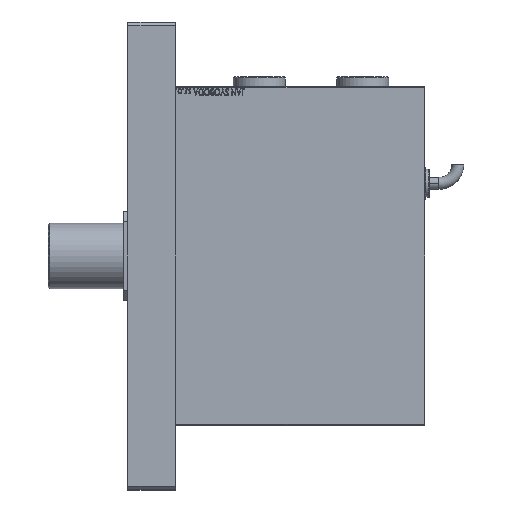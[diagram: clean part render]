
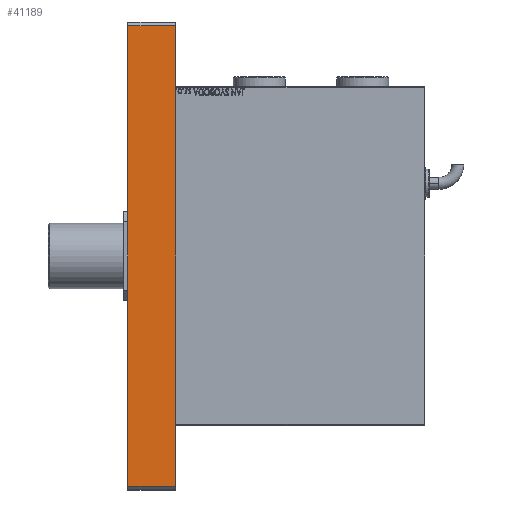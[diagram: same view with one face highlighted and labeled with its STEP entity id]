
A CAD part, front view. The second image highlights one B-rep face of the part: STEP entity #41189.
In plain terms, the highlighted planar face has unit normal (0, -1, 0).
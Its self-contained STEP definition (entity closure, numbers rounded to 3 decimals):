
#808 = DIRECTION ( 'NONE',  ( 0., 0., -1. ) ) ;
#956 = DIRECTION ( 'NONE',  ( 1., 0., 0. ) ) ;
#1907 = CARTESIAN_POINT ( 'NONE',  ( -117.5, -70., 0. ) ) ;
#6248 = CARTESIAN_POINT ( 'NONE',  ( -115.5, -70., 24. ) ) ;
#6397 = ORIENTED_EDGE ( 'NONE', *, *, #24710, .T. ) ;
#7505 = VERTEX_POINT ( 'NONE', #20578 ) ;
#8906 = EDGE_CURVE ( 'NONE', #26825, #7505, #50448, .T. ) ;
#12562 = DIRECTION ( 'NONE',  ( 1., 0., 0. ) ) ;
#13498 = DIRECTION ( 'NONE',  ( 0., 0., 1. ) ) ;
#13928 = EDGE_LOOP ( 'NONE', ( #61824, #6397, #41550, #45596 ) ) ;
#15931 = VECTOR ( 'NONE', #956, 1000. ) ;
#16922 = VERTEX_POINT ( 'NONE', #18593 ) ;
#18501 = PLANE ( 'NONE',  #61297 ) ;
#18593 = CARTESIAN_POINT ( 'NONE',  ( -115.5, -70., 24. ) ) ;
#19108 = DIRECTION ( 'NONE',  ( 0., 1., 0. ) ) ;
#20578 = CARTESIAN_POINT ( 'NONE',  ( 115.5, -70., 0. ) ) ;
#24710 = EDGE_CURVE ( 'NONE', #7505, #30668, #47284, .T. ) ;
#25580 = CARTESIAN_POINT ( 'NONE',  ( -115.5, -70., 0. ) ) ;
#26825 = VERTEX_POINT ( 'NONE', #25580 ) ;
#27850 = DIRECTION ( 'NONE',  ( 0., 0., 1. ) ) ;
#30668 = VERTEX_POINT ( 'NONE', #50293 ) ;
#30978 = VECTOR ( 'NONE', #13498, 1000. ) ;
#31222 = CARTESIAN_POINT ( 'NONE',  ( -117.5, -70., 24. ) ) ;
#35192 = LINE ( 'NONE', #6248, #40514 ) ;
#40514 = VECTOR ( 'NONE', #808, 1000. ) ;
#41189 = ADVANCED_FACE ( 'NONE', ( #43566 ), #18501, .F. ) ;
#41550 = ORIENTED_EDGE ( 'NONE', *, *, #50366, .F. ) ;
#43566 = FACE_OUTER_BOUND ( 'NONE', #13928, .T. ) ;
#45596 = ORIENTED_EDGE ( 'NONE', *, *, #55212, .T. ) ;
#47284 = LINE ( 'NONE', #51777, #30978 ) ;
#50293 = CARTESIAN_POINT ( 'NONE',  ( 115.5, -70., 24. ) ) ;
#50366 = EDGE_CURVE ( 'NONE', #16922, #30668, #61100, .T. ) ;
#50448 = LINE ( 'NONE', #1907, #15931 ) ;
#51777 = CARTESIAN_POINT ( 'NONE',  ( 115.5, -70., 24. ) ) ;
#55212 = EDGE_CURVE ( 'NONE', #16922, #26825, #35192, .T. ) ;
#55537 = VECTOR ( 'NONE', #12562, 1000. ) ;
#57720 = CARTESIAN_POINT ( 'NONE',  ( -117.5, -70., 24. ) ) ;
#61100 = LINE ( 'NONE', #31222, #55537 ) ;
#61297 = AXIS2_PLACEMENT_3D ( 'NONE', #57720, #19108, #27850 ) ;
#61824 = ORIENTED_EDGE ( 'NONE', *, *, #8906, .T. ) ;
